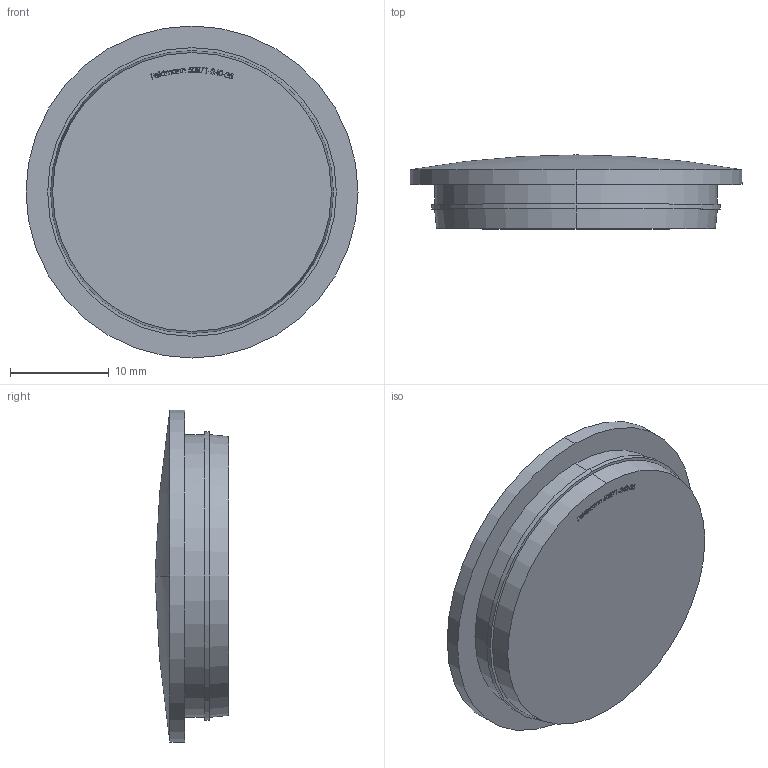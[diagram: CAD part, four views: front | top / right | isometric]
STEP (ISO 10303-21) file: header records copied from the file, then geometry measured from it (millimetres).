
FILE_DESCRIPTION (( 'STEP AP203' ), '1' );
FILE_NAME ('50871-240-25.step', '2018-11-30T09:17:31', ( '' ), ( '' ), 'SwSTEP 2.0', 'SolidWorks 2015', '' );
FILE_SCHEMA (( 'CONFIG_CONTROL_DESIGN' ));
Length unit declared in the file: millimetre
Products named in the file (1): 50871-240-25
Bounding box: 33.7 x 7.5 x 33.7 mm (x, y, z)
Volume: 4915 mm3; surface area: 2414.6 mm2
Topology: 1 solids, 1 shells, 264 faces, 694 edges, 463 vertices
Faces by surface type: plane 143, bspline 111, cylinder 6, cone 2, sphere 2
Entity records: 14445 total; most frequent: CARTESIAN_POINT 8581, ORIENTED_EDGE 1388, DIRECTION 800, EDGE_CURVE 694, VERTEX_POINT 463, LINE 452, VECTOR 452, EDGE_LOOP 295
